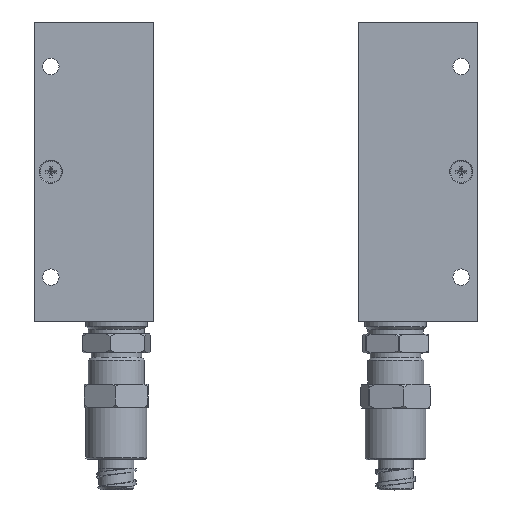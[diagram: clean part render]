
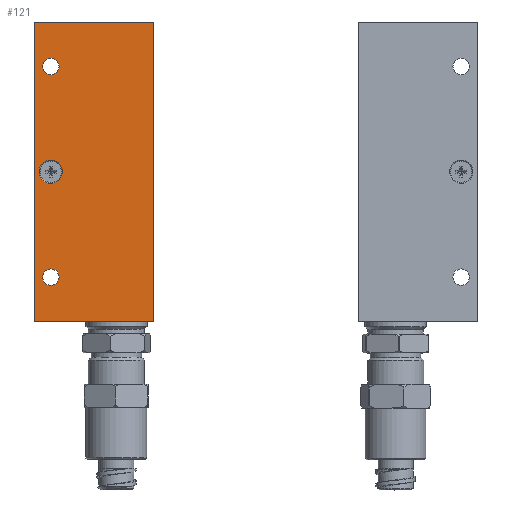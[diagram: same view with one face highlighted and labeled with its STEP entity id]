
A CAD part, top view. The second image highlights one B-rep face of the part: STEP entity #121.
In plain terms, the highlighted planar face has unit normal (0, 0, 1).
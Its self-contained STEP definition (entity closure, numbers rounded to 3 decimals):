
#121=ADVANCED_FACE('',(#169,#171,#173,#175),#177,.T.);
#169=FACE_BOUND('',#170,.T.);
#170=EDGE_LOOP('',(#485));
#171=FACE_BOUND('',#172,.T.);
#172=EDGE_LOOP('',(#486));
#173=FACE_BOUND('',#174,.T.);
#174=EDGE_LOOP('',(#487));
#175=FACE_OUTER_BOUND('',#176,.T.);
#176=EDGE_LOOP('',(#488,#489,#490,#491));
#177=PLANE('',#178);
#178=AXIS2_PLACEMENT_3D('',#179,#180,#181);
#179=CARTESIAN_POINT('',(-35.,0.,22.));
#180=DIRECTION('',(0.,0.,1.));
#181=DIRECTION('',(1.,0.,0.));
#485=ORIENTED_EDGE('',*,*,#726,.T.);
#486=ORIENTED_EDGE('',*,*,#727,.T.);
#487=ORIENTED_EDGE('',*,*,#728,.T.);
#488=ORIENTED_EDGE('',*,*,#729,.T.);
#489=ORIENTED_EDGE('',*,*,#730,.T.);
#490=ORIENTED_EDGE('',*,*,#731,.F.);
#491=ORIENTED_EDGE('',*,*,#732,.F.);
#726=EDGE_CURVE('',#850,#850,#851,.F.);
#727=EDGE_CURVE('',#852,#852,#853,.F.);
#728=EDGE_CURVE('',#854,#854,#855,.F.);
#729=EDGE_CURVE('',#856,#857,#858,.T.);
#730=EDGE_CURVE('',#857,#859,#860,.T.);
#731=EDGE_CURVE('',#861,#859,#862,.T.);
#732=EDGE_CURVE('',#856,#861,#863,.T.);
#850=VERTEX_POINT('',#1061);
#851=CIRCLE('',#1062,3.5);
#852=VERTEX_POINT('',#1066);
#853=CIRCLE('',#1067,3.5);
#854=VERTEX_POINT('',#1071);
#855=CIRCLE('',#1072,5.);
#856=VERTEX_POINT('',#1076);
#857=VERTEX_POINT('',#1077);
#858=LINE('',#1078,#1079);
#859=VERTEX_POINT('',#1081);
#860=LINE('',#1082,#1083);
#861=VERTEX_POINT('',#1085);
#862=LINE('',#1086,#1087);
#863=LINE('',#1089,#1090);
#1061=CARTESIAN_POINT('',(-24.5,19.,22.));
#1062=AXIS2_PLACEMENT_3D('',#1063,#1064,#1065);
#1063=CARTESIAN_POINT('',(-28.,19.,22.));
#1064=DIRECTION('',(0.,0.,1.));
#1065=DIRECTION('',(1.,0.,0.));
#1066=CARTESIAN_POINT('',(-24.5,109.,22.));
#1067=AXIS2_PLACEMENT_3D('',#1068,#1069,#1070);
#1068=CARTESIAN_POINT('',(-28.,109.,22.));
#1069=DIRECTION('',(0.,0.,1.));
#1070=DIRECTION('',(1.,0.,0.));
#1071=CARTESIAN_POINT('',(-28.,69.,22.));
#1072=AXIS2_PLACEMENT_3D('',#1073,#1074,#1075);
#1073=CARTESIAN_POINT('',(-28.,64.,22.));
#1074=DIRECTION('',(0.,0.,1.));
#1075=DIRECTION('',(0.,1.,0.));
#1076=CARTESIAN_POINT('',(-35.,0.,22.));
#1077=CARTESIAN_POINT('',(16.,0.,22.));
#1078=CARTESIAN_POINT('',(-35.,0.,22.));
#1079=VECTOR('',#1080,1.);
#1080=DIRECTION('',(1.,0.,0.));
#1081=CARTESIAN_POINT('',(16.,128.,22.));
#1082=CARTESIAN_POINT('',(16.,0.,22.));
#1083=VECTOR('',#1084,1.);
#1084=DIRECTION('',(0.,1.,0.));
#1085=CARTESIAN_POINT('',(-35.,128.,22.));
#1086=CARTESIAN_POINT('',(-35.,128.,22.));
#1087=VECTOR('',#1088,1.);
#1088=DIRECTION('',(1.,0.,0.));
#1089=CARTESIAN_POINT('',(-35.,0.,22.));
#1090=VECTOR('',#1091,1.);
#1091=DIRECTION('',(0.,1.,0.));
